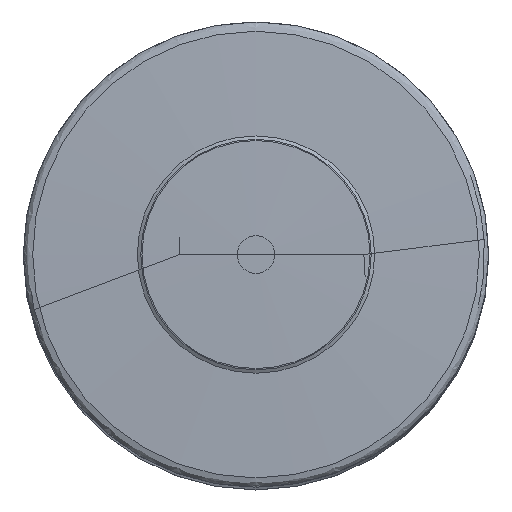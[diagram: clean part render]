
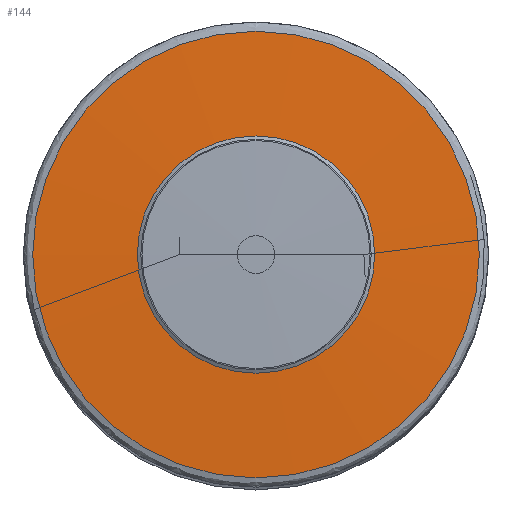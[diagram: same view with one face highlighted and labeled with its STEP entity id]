
A CAD part, top view. The second image highlights one B-rep face of the part: STEP entity #144.
In plain terms, the highlighted face is a revolution surface.
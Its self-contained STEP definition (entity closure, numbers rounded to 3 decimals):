
#34=SURFACE_OF_REVOLUTION('',#80,#40);
#40=AXIS1_PLACEMENT('',#728,#572);
#80=B_SPLINE_CURVE_WITH_KNOTS('',5,(#722,#723,#724,#725,#726,#727),
 .UNSPECIFIED.,.F.,.F.,(6,6),(0.,1.),.UNSPECIFIED.);
#144=ADVANCED_FACE('',(#191,#192),#34,.F.);
#191=FACE_BOUND('',#240,.T.);
#192=FACE_BOUND('',#241,.T.);
#240=EDGE_LOOP('',(#314));
#241=EDGE_LOOP('',(#315));
#314=ORIENTED_EDGE('',*,*,#388,.T.);
#315=ORIENTED_EDGE('',*,*,#387,.F.);
#350=VERTEX_POINT('',#700);
#351=VERTEX_POINT('',#721);
#387=EDGE_CURVE('',#350,#350,#410,.T.);
#388=EDGE_CURVE('',#351,#351,#411,.T.);
#410=CIRCLE('',#460,27.84);
#411=CIRCLE('',#461,14.79);
#460=AXIS2_PLACEMENT_3D('',#699,#567,#568);
#461=AXIS2_PLACEMENT_3D('',#720,#570,#571);
#567=DIRECTION('',(0.,0.,-1.));
#568=DIRECTION('',(-1.,0.,0.));
#570=DIRECTION('',(0.,0.,-1.));
#571=DIRECTION('',(-1.,0.,0.));
#572=DIRECTION('',(0.,0.,-1.));
#699=CARTESIAN_POINT('',(0.,0.,199.019));
#700=CARTESIAN_POINT('',(-27.84,0.,199.019));
#720=CARTESIAN_POINT('',(0.,0.,199.49));
#721=CARTESIAN_POINT('',(-14.79,0.,199.49));
#722=CARTESIAN_POINT('',(27.84,0.,199.019));
#723=CARTESIAN_POINT('',(25.23,0.,199.113));
#724=CARTESIAN_POINT('',(22.62,0.,199.208));
#725=CARTESIAN_POINT('',(20.01,0.,199.302));
#726=CARTESIAN_POINT('',(17.4,0.,199.396));
#727=CARTESIAN_POINT('',(14.79,0.,199.49));
#728=CARTESIAN_POINT('',(0.,0.,0.));
